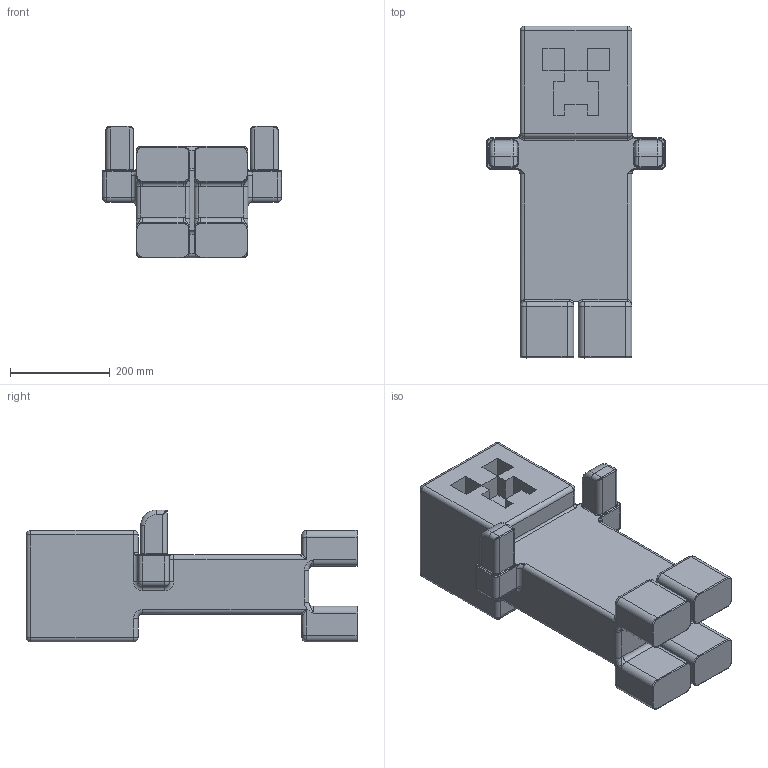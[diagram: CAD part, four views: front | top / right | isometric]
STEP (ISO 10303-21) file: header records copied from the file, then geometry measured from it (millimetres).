
FILE_DESCRIPTION(/* description */ ('SolidWorks IGES file using analytic representation for surfaces '),/* implementation_level */ '2;1');
FILE_NAME(/* name */ 'creeper.step',/* time_stamp */ '2025-11-05T16:01:23-08:00',/* author */ (''),/* organization */ (''),/* preprocessor_version */ 'ST-DEVELOPER v20.1',/* originating_system */ 'Autodesk Translation Framework v14.17.0.0',/* authorisation */ '');
FILE_SCHEMA (('AUTOMOTIVE_DESIGN { 1 0 10303 214 3 1 1 }'));
Length unit declared in the file: centimetre
Products named in the file (2): (Unsaved); Creeper - 2015
Assembly tree (1 placements, depth 2):
  (Unsaved)
    Creeper - 2015
Bounding box: 360 x 666.9 x 265.01 mm (x, y, z)
Surface area: 799439.7 mm2 (no closed solid volume)
Topology: 0 solids, 291 shells, 291 faces, 1342 edges, 1310 vertices
Faces by surface type: cylinder 122, plane 73, torus 56, bspline 28, sphere 12
Entity records: 22114 total; most frequent: CARTESIAN_POINT 10947, DIRECTION 2358, VERTEX_POINT 1310, EDGE_CURVE 1310, ORIENTED_EDGE 1310, AXIS2_PLACEMENT_3D 866, LINE 626, VECTOR 626
